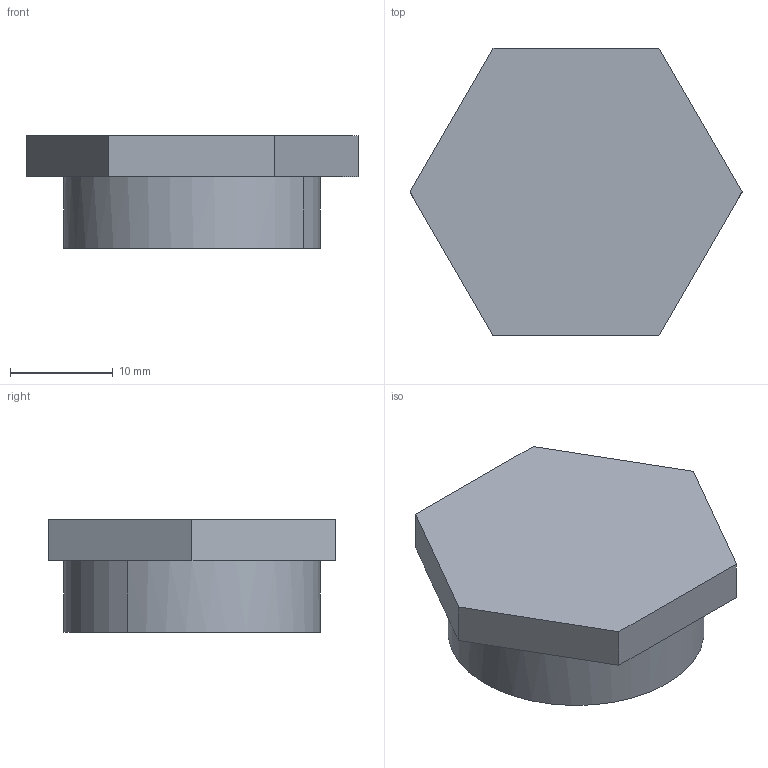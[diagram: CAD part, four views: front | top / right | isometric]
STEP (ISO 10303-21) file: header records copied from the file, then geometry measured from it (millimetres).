
FILE_DESCRIPTION(('Creo Elements/Direct Modeling STEP Export'),'2;1');
FILE_NAME('model.stp','2020-04-08T 9:16:33',(''),(''),'Creo Elements/Direct Modeling STEP processor for AP214 (Solid Model)','Creo Elements/Direct Modeling 20.1A 29-Sep-2018 (C) Parametric Technology GmbH','');
FILE_SCHEMA(('AUTOMOTIVE_DESIGN { 1 0 10303 214 1 1 1 1 }'));
Length unit declared in the file: millimetre
Products named in the file (2): HC_M_BS_M25-select
Assembly tree (1 placements, depth 2):
  HC_M_BS_M25-select
    HC_M_BS_M25-select
Bounding box: 32.33 x 28 x 11 mm (x, y, z)
Volume: 3610.6 mm3; surface area: 2768.5 mm2
Topology: 1 solids, 1 shells, 14 faces, 32 edges, 22 vertices
Faces by surface type: plane 10, cylinder 4
Entity records: 529 total; most frequent: CARTESIAN_POINT 64, ORIENTED_EDGE 64, DIRECTION 62, EDGE_CURVE 32, VECTOR 22, LINE 22, VERTEX_POINT 22, AXIS2_PLACEMENT_3D 20
